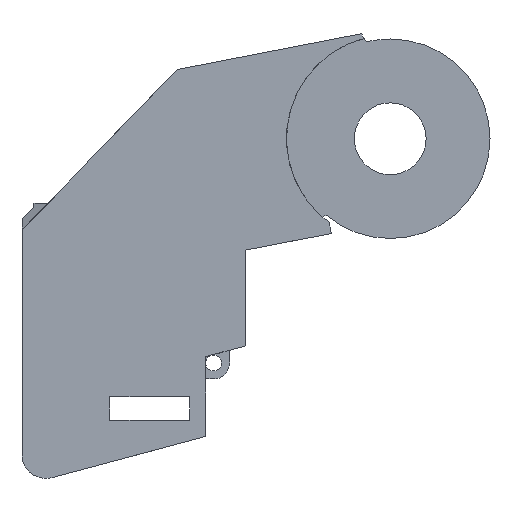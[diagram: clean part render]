
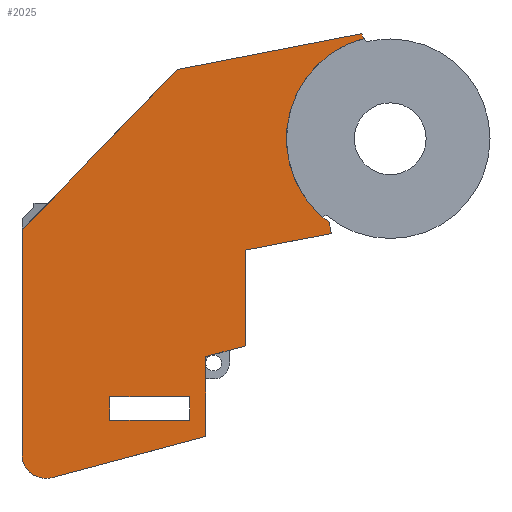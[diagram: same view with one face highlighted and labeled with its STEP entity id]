
A CAD part, left-side view. The second image highlights one B-rep face of the part: STEP entity #2025.
In plain terms, the highlighted planar face has unit normal (-1, 0, 0).
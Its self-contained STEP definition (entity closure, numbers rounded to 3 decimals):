
#7 = CARTESIAN_POINT ( 'NONE',  ( -18.336, -14.735, -52.564 ) ) ;
#27 = EDGE_CURVE ( 'NONE', #2724, #1252, #2157, .T. ) ;
#39 = CARTESIAN_POINT ( 'NONE',  ( -18.336, 43.826, 6.269 ) ) ;
#66 = LINE ( 'NONE', #1958, #2674 ) ;
#156 = VECTOR ( 'NONE', #1844, 1000. ) ;
#196 = LINE ( 'NONE', #1041, #156 ) ;
#223 = DIRECTION ( 'NONE',  ( 0., 0., 1. ) ) ;
#255 = CARTESIAN_POINT ( 'NONE',  ( -18.336, 55.865, -64.482 ) ) ;
#285 = VERTEX_POINT ( 'NONE', #337 ) ;
#289 = CARTESIAN_POINT ( 'NONE',  ( -18.336, -2.441, -13.511 ) ) ;
#301 = EDGE_CURVE ( 'NONE', #1213, #1448, #66, .T. ) ;
#317 = LINE ( 'NONE', #1062, #3546 ) ;
#330 = VERTEX_POINT ( 'NONE', #1436 ) ;
#337 = CARTESIAN_POINT ( 'NONE',  ( -18.336, 62.16, -12.835 ) ) ;
#344 = VECTOR ( 'NONE', #1158, 1000. ) ;
#347 = ORIENTED_EDGE ( 'NONE', *, *, #759, .F. ) ;
#361 = CARTESIAN_POINT ( 'NONE',  ( -18.336, 27.16, -52.564 ) ) ;
#416 = EDGE_CURVE ( 'NONE', #330, #1144, #1797, .T. ) ;
#431 = LINE ( 'NONE', #1522, #852 ) ;
#471 = CARTESIAN_POINT ( 'NONE',  ( -18.336, -9.287, 27.239 ) ) ;
#472 = EDGE_CURVE ( 'NONE', #1432, #1460, #1468, .T. ) ;
#492 = VERTEX_POINT ( 'NONE', #2312 ) ;
#525 = LINE ( 'NONE', #2714, #2739 ) ;
#604 = EDGE_CURVE ( 'NONE', #727, #2515, #196, .T. ) ;
#695 = CARTESIAN_POINT ( 'NONE',  ( -18.336, -10.406, 28.538 ) ) ;
#727 = VERTEX_POINT ( 'NONE', #873 ) ;
#759 = EDGE_CURVE ( 'NONE', #1144, #1448, #957, .T. ) ;
#781 = ORIENTED_EDGE ( 'NONE', *, *, #1251, .T. ) ;
#793 = DIRECTION ( 'NONE',  ( 0., 0., -1. ) ) ;
#843 = VECTOR ( 'NONE', #3379, 1000. ) ;
#852 = VECTOR ( 'NONE', #2892, 1000. ) ;
#873 = CARTESIAN_POINT ( 'NONE',  ( -18.336, 27.16, -47.564 ) ) ;
#887 = DIRECTION ( 'NONE',  ( 0., 0., 1. ) ) ;
#905 = ORIENTED_EDGE ( 'NONE', *, *, #27, .T. ) ;
#914 = DIRECTION ( 'NONE',  ( 0., -0.515, -0.857 ) ) ;
#923 = DIRECTION ( 'NONE',  ( 0., 0., 1. ) ) ;
#924 = VERTEX_POINT ( 'NONE', #1197 ) ;
#928 = ORIENTED_EDGE ( 'NONE', *, *, #2420, .T. ) ;
#957 = CIRCLE ( 'NONE', #3309, 21.667 ) ;
#991 = CARTESIAN_POINT ( 'NONE',  ( -18.336, 15.493, -36.997 ) ) ;
#1009 = VERTEX_POINT ( 'NONE', #1338 ) ;
#1030 = PLANE ( 'NONE',  #3261 ) ;
#1031 = ORIENTED_EDGE ( 'NONE', *, *, #3334, .T. ) ;
#1041 = CARTESIAN_POINT ( 'NONE',  ( -18.336, -14.735, -47.564 ) ) ;
#1062 = CARTESIAN_POINT ( 'NONE',  ( -18.336, 62.16, 6.269 ) ) ;
#1144 = VERTEX_POINT ( 'NONE', #471 ) ;
#1155 = EDGE_CURVE ( 'NONE', #285, #2724, #317, .T. ) ;
#1158 = DIRECTION ( 'NONE',  ( 0., 0., -1. ) ) ;
#1195 = ORIENTED_EDGE ( 'NONE', *, *, #2826, .F. ) ;
#1197 = CARTESIAN_POINT ( 'NONE',  ( -18.336, 23.826, -55.897 ) ) ;
#1213 = VERTEX_POINT ( 'NONE', #289 ) ;
#1233 = LINE ( 'NONE', #695, #3154 ) ;
#1251 = EDGE_CURVE ( 'NONE', #1460, #1213, #525, .T. ) ;
#1252 = VERTEX_POINT ( 'NONE', #255 ) ;
#1274 = CARTESIAN_POINT ( 'NONE',  ( -18.336, -2.004, -11.263 ) ) ;
#1335 = DIRECTION ( 'NONE',  ( -1., 0., 0. ) ) ;
#1338 = CARTESIAN_POINT ( 'NONE',  ( -18.336, 43.826, -52.564 ) ) ;
#1351 = FACE_OUTER_BOUND ( 'NONE', #1585, .T. ) ;
#1405 = EDGE_LOOP ( 'NONE', ( #1195, #3497, #2186, #3280 ) ) ;
#1425 = LINE ( 'NONE', #2530, #2583 ) ;
#1432 = VERTEX_POINT ( 'NONE', #991 ) ;
#1436 = CARTESIAN_POINT ( 'NONE',  ( -18.336, -8.705, 28.208 ) ) ;
#1442 = LINE ( 'NONE', #39, #344 ) ;
#1448 = VERTEX_POINT ( 'NONE', #1274 ) ;
#1456 = EDGE_CURVE ( 'NONE', #3484, #285, #431, .T. ) ;
#1460 = VERTEX_POINT ( 'NONE', #2371 ) ;
#1468 = LINE ( 'NONE', #2047, #843 ) ;
#1510 = DIRECTION ( 'NONE',  ( 0., -0.966, 0.259 ) ) ;
#1522 = CARTESIAN_POINT ( 'NONE',  ( -18.336, 15.508, 35.474 ) ) ;
#1585 = EDGE_LOOP ( 'NONE', ( #1802, #905, #1031, #928, #1679, #2885, #781, #2922, #347, #1818, #2383, #1667 ) ) ;
#1600 = VECTOR ( 'NONE', #1510, 1000. ) ;
#1667 = ORIENTED_EDGE ( 'NONE', *, *, #1456, .T. ) ;
#1679 = ORIENTED_EDGE ( 'NONE', *, *, #2259, .T. ) ;
#1741 = CARTESIAN_POINT ( 'NONE',  ( -18.336, -19.99, 9.426 ) ) ;
#1746 = CARTESIAN_POINT ( 'NONE',  ( -18.336, -23.527, -26.542 ) ) ;
#1797 = LINE ( 'NONE', #1741, #2967 ) ;
#1802 = ORIENTED_EDGE ( 'NONE', *, *, #1155, .T. ) ;
#1818 = ORIENTED_EDGE ( 'NONE', *, *, #416, .F. ) ;
#1844 = DIRECTION ( 'NONE',  ( 0., 1., 0. ) ) ;
#1881 = CARTESIAN_POINT ( 'NONE',  ( -18.336, 23.826, 6.269 ) ) ;
#1888 = FACE_BOUND ( 'NONE', #1405, .T. ) ;
#1916 = CARTESIAN_POINT ( 'NONE',  ( -18.336, 43.826, -47.564 ) ) ;
#1958 = CARTESIAN_POINT ( 'NONE',  ( -18.336, 0.817, 3.246 ) ) ;
#2025 = ADVANCED_FACE ( 'NONE', ( #1888, #1351 ), #1030, .T. ) ;
#2047 = CARTESIAN_POINT ( 'NONE',  ( -18.336, 15.493, 6.269 ) ) ;
#2113 = DIRECTION ( 'NONE',  ( 0., 0., 1. ) ) ;
#2126 = CARTESIAN_POINT ( 'NONE',  ( -18.336, -14.735, 6.269 ) ) ;
#2147 = DIRECTION ( 'NONE',  ( 0., -1., 0. ) ) ;
#2157 = CIRCLE ( 'NONE', #3543, 5. ) ;
#2186 = ORIENTED_EDGE ( 'NONE', *, *, #604, .F. ) ;
#2220 = CARTESIAN_POINT ( 'NONE',  ( -18.336, -14.735, 6.269 ) ) ;
#2229 = DIRECTION ( 'NONE',  ( 0., -0.982, 0.191 ) ) ;
#2259 = EDGE_CURVE ( 'NONE', #492, #1432, #3115, .T. ) ;
#2312 = CARTESIAN_POINT ( 'NONE',  ( -18.336, 23.826, -39.23 ) ) ;
#2371 = CARTESIAN_POINT ( 'NONE',  ( -18.336, 15.493, -16.997 ) ) ;
#2383 = ORIENTED_EDGE ( 'NONE', *, *, #2735, .T. ) ;
#2420 = EDGE_CURVE ( 'NONE', #924, #492, #2779, .T. ) ;
#2476 = DIRECTION ( 'NONE',  ( 0., 0.191, 0.982 ) ) ;
#2494 = LINE ( 'NONE', #2808, #2812 ) ;
#2515 = VERTEX_POINT ( 'NONE', #1916 ) ;
#2530 = CARTESIAN_POINT ( 'NONE',  ( -18.336, -27.693, -42.092 ) ) ;
#2583 = VECTOR ( 'NONE', #3076, 1000. ) ;
#2594 = CARTESIAN_POINT ( 'NONE',  ( -18.336, 57.16, -59.652 ) ) ;
#2674 = VECTOR ( 'NONE', #2476, 1000. ) ;
#2707 = LINE ( 'NONE', #7, #2806 ) ;
#2712 = DIRECTION ( 'NONE',  ( 0., 0., 1. ) ) ;
#2714 = CARTESIAN_POINT ( 'NONE',  ( -18.336, -17.992, -10.488 ) ) ;
#2724 = VERTEX_POINT ( 'NONE', #2939 ) ;
#2735 = EDGE_CURVE ( 'NONE', #330, #3484, #1233, .T. ) ;
#2739 = VECTOR ( 'NONE', #2229, 1000. ) ;
#2779 = LINE ( 'NONE', #1881, #3502 ) ;
#2806 = VECTOR ( 'NONE', #2147, 1000. ) ;
#2808 = CARTESIAN_POINT ( 'NONE',  ( -18.336, 27.16, 6.269 ) ) ;
#2812 = VECTOR ( 'NONE', #923, 1000. ) ;
#2826 = EDGE_CURVE ( 'NONE', #1009, #3390, #2707, .T. ) ;
#2885 = ORIENTED_EDGE ( 'NONE', *, *, #472, .T. ) ;
#2889 = DIRECTION ( 'NONE',  ( 0., 0.982, -0.191 ) ) ;
#2892 = DIRECTION ( 'NONE',  ( 0., 0.695, -0.719 ) ) ;
#2922 = ORIENTED_EDGE ( 'NONE', *, *, #301, .T. ) ;
#2939 = CARTESIAN_POINT ( 'NONE',  ( -18.336, 62.16, -59.652 ) ) ;
#2967 = VECTOR ( 'NONE', #914, 1000. ) ;
#3076 = DIRECTION ( 'NONE',  ( 0., -0.966, 0.259 ) ) ;
#3115 = LINE ( 'NONE', #1746, #1600 ) ;
#3154 = VECTOR ( 'NONE', #2889, 1000. ) ;
#3261 = AXIS2_PLACEMENT_3D ( 'NONE', #2126, #1335, #223 ) ;
#3280 = ORIENTED_EDGE ( 'NONE', *, *, #3400, .F. ) ;
#3309 = AXIS2_PLACEMENT_3D ( 'NONE', #2220, #3353, #887 ) ;
#3334 = EDGE_CURVE ( 'NONE', #1252, #924, #1425, .T. ) ;
#3353 = DIRECTION ( 'NONE',  ( -1., 0., 0. ) ) ;
#3372 = EDGE_CURVE ( 'NONE', #2515, #1009, #1442, .T. ) ;
#3379 = DIRECTION ( 'NONE',  ( 0., 0., 1. ) ) ;
#3390 = VERTEX_POINT ( 'NONE', #361 ) ;
#3400 = EDGE_CURVE ( 'NONE', #3390, #727, #2494, .T. ) ;
#3464 = DIRECTION ( 'NONE',  ( -1., 0., 0. ) ) ;
#3473 = CARTESIAN_POINT ( 'NONE',  ( -18.336, 29.742, 20.734 ) ) ;
#3484 = VERTEX_POINT ( 'NONE', #3473 ) ;
#3497 = ORIENTED_EDGE ( 'NONE', *, *, #3372, .F. ) ;
#3502 = VECTOR ( 'NONE', #2712, 1000. ) ;
#3543 = AXIS2_PLACEMENT_3D ( 'NONE', #2594, #3464, #2113 ) ;
#3546 = VECTOR ( 'NONE', #793, 1000. ) ;
